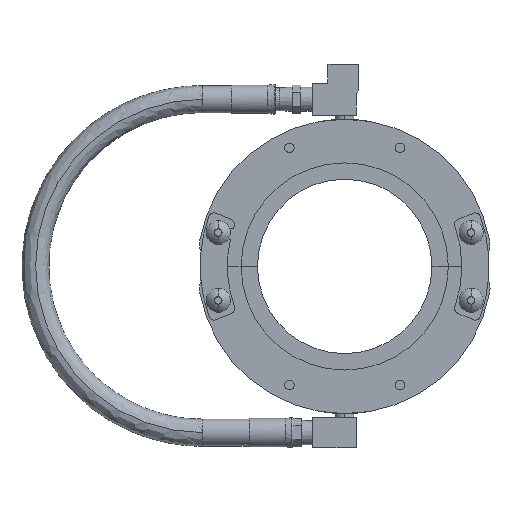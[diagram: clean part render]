
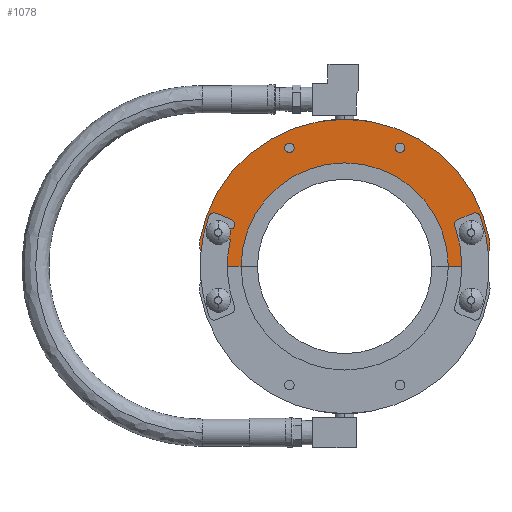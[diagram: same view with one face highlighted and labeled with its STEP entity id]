
A CAD part, left-side view. The second image highlights one B-rep face of the part: STEP entity #1078.
In plain terms, the highlighted planar face has unit normal (-1, 0, 0).
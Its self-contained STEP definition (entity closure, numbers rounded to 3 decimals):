
#158 = DIRECTION ( 'NONE',  ( 0., 0., -1. ) ) ;
#275 = CARTESIAN_POINT ( 'NONE',  ( -18.288, 73.604, 19.722 ) ) ;
#293 = AXIS2_PLACEMENT_3D ( 'NONE', #275, #2784, #7019 ) ;
#401 = DIRECTION ( 'NONE',  ( 0., 0., -1. ) ) ;
#434 = CARTESIAN_POINT ( 'NONE',  ( -18.288, 32.204, 69.061 ) ) ;
#538 = CARTESIAN_POINT ( 'NONE',  ( -18.288, 73.604, 22.472 ) ) ;
#610 = CIRCLE ( 'NONE', #10526, 60.325 ) ;
#625 = CARTESIAN_POINT ( 'NONE',  ( -18.288, -73.604, 16.972 ) ) ;
#691 = CARTESIAN_POINT ( 'NONE',  ( -18.288, -32.204, 66.311 ) ) ;
#701 = AXIS2_PLACEMENT_3D ( 'NONE', #3058, #6316, #3847 ) ;
#708 = DIRECTION ( 'NONE',  ( 0., 0., 1. ) ) ;
#839 = CIRCLE ( 'NONE', #4007, 2.75 ) ;
#904 = EDGE_LOOP ( 'NONE', ( #10848, #2849 ) ) ;
#939 = CARTESIAN_POINT ( 'NONE',  ( -18.288, 84.419, 14.909 ) ) ;
#1078 = ADVANCED_FACE ( 'NONE', ( #2079, #9567, #6133, #5992, #3907 ), #6627, .T. ) ;
#1105 = CARTESIAN_POINT ( 'NONE',  ( -18.288, -71.912, 0. ) ) ;
#1156 = AXIS2_PLACEMENT_3D ( 'NONE', #9391, #6138, #158 ) ;
#1250 = DIRECTION ( 'NONE',  ( -1., 0., 0. ) ) ;
#1283 = DIRECTION ( 'NONE',  ( 0., 0., -1. ) ) ;
#1430 = VERTEX_POINT ( 'NONE', #7281 ) ;
#1454 = CARTESIAN_POINT ( 'NONE',  ( -18.288, 32.204, 71.811 ) ) ;
#1475 = VERTEX_POINT ( 'NONE', #3159 ) ;
#1514 = LINE ( 'NONE', #10011, #5321 ) ;
#1596 = CARTESIAN_POINT ( 'NONE',  ( -18.288, 0., 0. ) ) ;
#1626 = EDGE_CURVE ( 'NONE', #2740, #4029, #7709, .T. ) ;
#1640 = CIRCLE ( 'NONE', #3669, 2.75 ) ;
#1713 = VERTEX_POINT ( 'NONE', #1105 ) ;
#1763 = CIRCLE ( 'NONE', #9966, 85.725 ) ;
#1789 = CARTESIAN_POINT ( 'NONE',  ( -18.288, -60.325, 0. ) ) ;
#1814 = EDGE_CURVE ( 'NONE', #4434, #6439, #610, .T. ) ;
#2039 = DIRECTION ( 'NONE',  ( 0., 0., -1. ) ) ;
#2042 = CARTESIAN_POINT ( 'NONE',  ( -18.288, -73.604, 19.722 ) ) ;
#2079 = FACE_BOUND ( 'NONE', #5834, .T. ) ;
#2103 = CARTESIAN_POINT ( 'NONE',  ( -18.288, 0., 60.325 ) ) ;
#2381 = AXIS2_PLACEMENT_3D ( 'NONE', #9910, #4880, #708 ) ;
#2403 = EDGE_CURVE ( 'NONE', #3878, #5558, #1640, .T. ) ;
#2433 = VERTEX_POINT ( 'NONE', #6651 ) ;
#2582 = CIRCLE ( 'NONE', #4232, 12.7 ) ;
#2740 = VERTEX_POINT ( 'NONE', #7524 ) ;
#2784 = DIRECTION ( 'NONE',  ( 1., 0., 0. ) ) ;
#2797 = EDGE_CURVE ( 'NONE', #4434, #1713, #1514, .T. ) ;
#2849 = ORIENTED_EDGE ( 'NONE', *, *, #2403, .T. ) ;
#2884 = ORIENTED_EDGE ( 'NONE', *, *, #8268, .T. ) ;
#2963 = AXIS2_PLACEMENT_3D ( 'NONE', #7894, #4446, #9561 ) ;
#2970 = DIRECTION ( 'NONE',  ( 0., 0., 1. ) ) ;
#3058 = CARTESIAN_POINT ( 'NONE',  ( -18.288, -71.912, 12.7 ) ) ;
#3159 = CARTESIAN_POINT ( 'NONE',  ( -18.288, 0., 85.725 ) ) ;
#3174 = DIRECTION ( 'NONE',  ( -1., 0., 0. ) ) ;
#3185 = DIRECTION ( 'NONE',  ( 1., 0., 0. ) ) ;
#3189 = EDGE_CURVE ( 'NONE', #5558, #3878, #10164, .T. ) ;
#3304 = DIRECTION ( 'NONE',  ( 0., 0., 1. ) ) ;
#3553 = EDGE_LOOP ( 'NONE', ( #9287, #9645 ) ) ;
#3591 = DIRECTION ( 'NONE',  ( 1., 0., 0. ) ) ;
#3662 = CARTESIAN_POINT ( 'NONE',  ( -18.288, -32.204, 71.811 ) ) ;
#3669 = AXIS2_PLACEMENT_3D ( 'NONE', #8194, #3185, #9068 ) ;
#3847 = DIRECTION ( 'NONE',  ( 0., 0., -1. ) ) ;
#3878 = VERTEX_POINT ( 'NONE', #3662 ) ;
#3907 = FACE_OUTER_BOUND ( 'NONE', #5785, .T. ) ;
#3990 = CIRCLE ( 'NONE', #293, 2.75 ) ;
#4007 = AXIS2_PLACEMENT_3D ( 'NONE', #434, #6305, #401 ) ;
#4029 = VERTEX_POINT ( 'NONE', #625 ) ;
#4048 = DIRECTION ( 'NONE',  ( 0., -1., 0. ) ) ;
#4068 = AXIS2_PLACEMENT_3D ( 'NONE', #2042, #7929, #1283 ) ;
#4153 = EDGE_CURVE ( 'NONE', #1475, #10828, #1763, .T. ) ;
#4169 = DIRECTION ( 'NONE',  ( -1., 0., 0. ) ) ;
#4199 = ORIENTED_EDGE ( 'NONE', *, *, #6213, .T. ) ;
#4231 = CIRCLE ( 'NONE', #4068, 2.75 ) ;
#4232 = AXIS2_PLACEMENT_3D ( 'NONE', #4467, #5221, #5871 ) ;
#4247 = ORIENTED_EDGE ( 'NONE', *, *, #4296, .T. ) ;
#4296 = EDGE_CURVE ( 'NONE', #2433, #10143, #5562, .T. ) ;
#4434 = VERTEX_POINT ( 'NONE', #5735 ) ;
#4446 = DIRECTION ( 'NONE',  ( 1., 0., 0. ) ) ;
#4467 = CARTESIAN_POINT ( 'NONE',  ( -18.288, 71.912, 12.7 ) ) ;
#4550 = CIRCLE ( 'NONE', #10847, 85.725 ) ;
#4739 = ORIENTED_EDGE ( 'NONE', *, *, #2797, .T. ) ;
#4783 = DIRECTION ( 'NONE',  ( 1., 0., 0. ) ) ;
#4787 = CARTESIAN_POINT ( 'NONE',  ( -18.288, 0., 0. ) ) ;
#4842 = ORIENTED_EDGE ( 'NONE', *, *, #4153, .T. ) ;
#4880 = DIRECTION ( 'NONE',  ( -1., 0., 0. ) ) ;
#5086 = CARTESIAN_POINT ( 'NONE',  ( -18.288, -60.325, 0. ) ) ;
#5090 = CARTESIAN_POINT ( 'NONE',  ( -18.288, 32.204, 66.311 ) ) ;
#5221 = DIRECTION ( 'NONE',  ( -1., 0., 0. ) ) ;
#5313 = EDGE_CURVE ( 'NONE', #1713, #7976, #6601, .T. ) ;
#5321 = VECTOR ( 'NONE', #4048, 1000. ) ;
#5378 = AXIS2_PLACEMENT_3D ( 'NONE', #5086, #4169, #3304 ) ;
#5379 = CARTESIAN_POINT ( 'NONE',  ( -18.288, -84.419, 14.909 ) ) ;
#5558 = VERTEX_POINT ( 'NONE', #691 ) ;
#5562 = CIRCLE ( 'NONE', #9083, 2.75 ) ;
#5666 = CARTESIAN_POINT ( 'NONE',  ( -18.288, 73.604, 19.722 ) ) ;
#5735 = CARTESIAN_POINT ( 'NONE',  ( -18.288, -60.325, 0. ) ) ;
#5785 = EDGE_LOOP ( 'NONE', ( #9742, #4199, #7394, #9795, #4739, #6083, #8967, #4842 ) ) ;
#5834 = EDGE_LOOP ( 'NONE', ( #2884, #7915 ) ) ;
#5871 = DIRECTION ( 'NONE',  ( 0., 0., -1. ) ) ;
#5992 = FACE_BOUND ( 'NONE', #8648, .T. ) ;
#6083 = ORIENTED_EDGE ( 'NONE', *, *, #5313, .T. ) ;
#6133 = FACE_BOUND ( 'NONE', #3553, .T. ) ;
#6138 = DIRECTION ( 'NONE',  ( 1., 0., 0. ) ) ;
#6150 = VERTEX_POINT ( 'NONE', #5090 ) ;
#6198 = VECTOR ( 'NONE', #6898, 1000. ) ;
#6213 = EDGE_CURVE ( 'NONE', #9584, #1430, #9364, .T. ) ;
#6305 = DIRECTION ( 'NONE',  ( 1., 0., 0. ) ) ;
#6316 = DIRECTION ( 'NONE',  ( -1., 0., 0. ) ) ;
#6439 = VERTEX_POINT ( 'NONE', #2103 ) ;
#6481 = DIRECTION ( 'NONE',  ( 0., 0., -1. ) ) ;
#6496 = EDGE_CURVE ( 'NONE', #7976, #1475, #4550, .T. ) ;
#6601 = CIRCLE ( 'NONE', #701, 12.7 ) ;
#6627 = PLANE ( 'NONE',  #5378 ) ;
#6651 = CARTESIAN_POINT ( 'NONE',  ( -18.288, 73.604, 16.972 ) ) ;
#6742 = CIRCLE ( 'NONE', #2381, 60.325 ) ;
#6893 = VERTEX_POINT ( 'NONE', #1454 ) ;
#6898 = DIRECTION ( 'NONE',  ( 0., -1., 0. ) ) ;
#6914 = EDGE_CURVE ( 'NONE', #6893, #6150, #839, .T. ) ;
#7019 = DIRECTION ( 'NONE',  ( 0., 0., -1. ) ) ;
#7281 = CARTESIAN_POINT ( 'NONE',  ( -18.288, 60.325, 0. ) ) ;
#7357 = EDGE_CURVE ( 'NONE', #10143, #2433, #3990, .T. ) ;
#7394 = ORIENTED_EDGE ( 'NONE', *, *, #8040, .F. ) ;
#7410 = AXIS2_PLACEMENT_3D ( 'NONE', #9129, #3591, #2039 ) ;
#7471 = DIRECTION ( 'NONE',  ( 0., 0., 1. ) ) ;
#7524 = CARTESIAN_POINT ( 'NONE',  ( -18.288, -73.604, 22.472 ) ) ;
#7709 = CIRCLE ( 'NONE', #1156, 2.75 ) ;
#7840 = CIRCLE ( 'NONE', #7410, 2.75 ) ;
#7894 = CARTESIAN_POINT ( 'NONE',  ( -18.288, -32.204, 69.061 ) ) ;
#7915 = ORIENTED_EDGE ( 'NONE', *, *, #1626, .T. ) ;
#7929 = DIRECTION ( 'NONE',  ( 1., 0., 0. ) ) ;
#7970 = CARTESIAN_POINT ( 'NONE',  ( -18.288, 0., 0. ) ) ;
#7976 = VERTEX_POINT ( 'NONE', #5379 ) ;
#8040 = EDGE_CURVE ( 'NONE', #6439, #1430, #6742, .T. ) ;
#8194 = CARTESIAN_POINT ( 'NONE',  ( -18.288, -32.204, 69.061 ) ) ;
#8268 = EDGE_CURVE ( 'NONE', #4029, #2740, #4231, .T. ) ;
#8269 = ORIENTED_EDGE ( 'NONE', *, *, #7357, .T. ) ;
#8648 = EDGE_LOOP ( 'NONE', ( #4247, #8269 ) ) ;
#8863 = DIRECTION ( 'NONE',  ( 0., 0., 1. ) ) ;
#8896 = EDGE_CURVE ( 'NONE', #6150, #6893, #7840, .T. ) ;
#8967 = ORIENTED_EDGE ( 'NONE', *, *, #6496, .T. ) ;
#9068 = DIRECTION ( 'NONE',  ( 0., 0., -1. ) ) ;
#9083 = AXIS2_PLACEMENT_3D ( 'NONE', #5666, #4783, #6481 ) ;
#9096 = CARTESIAN_POINT ( 'NONE',  ( -18.288, 71.912, 0. ) ) ;
#9129 = CARTESIAN_POINT ( 'NONE',  ( -18.288, 32.204, 69.061 ) ) ;
#9287 = ORIENTED_EDGE ( 'NONE', *, *, #8896, .T. ) ;
#9364 = LINE ( 'NONE', #1789, #6198 ) ;
#9391 = CARTESIAN_POINT ( 'NONE',  ( -18.288, -73.604, 19.722 ) ) ;
#9561 = DIRECTION ( 'NONE',  ( 0., 0., -1. ) ) ;
#9567 = FACE_BOUND ( 'NONE', #904, .T. ) ;
#9584 = VERTEX_POINT ( 'NONE', #9096 ) ;
#9645 = ORIENTED_EDGE ( 'NONE', *, *, #6914, .T. ) ;
#9667 = EDGE_CURVE ( 'NONE', #10828, #9584, #2582, .T. ) ;
#9742 = ORIENTED_EDGE ( 'NONE', *, *, #9667, .T. ) ;
#9749 = DIRECTION ( 'NONE',  ( -1., 0., 0. ) ) ;
#9795 = ORIENTED_EDGE ( 'NONE', *, *, #1814, .F. ) ;
#9910 = CARTESIAN_POINT ( 'NONE',  ( -18.288, 0., 0. ) ) ;
#9966 = AXIS2_PLACEMENT_3D ( 'NONE', #1596, #3174, #7471 ) ;
#10011 = CARTESIAN_POINT ( 'NONE',  ( -18.288, -60.325, 0. ) ) ;
#10143 = VERTEX_POINT ( 'NONE', #538 ) ;
#10164 = CIRCLE ( 'NONE', #2963, 2.75 ) ;
#10526 = AXIS2_PLACEMENT_3D ( 'NONE', #7970, #1250, #2970 ) ;
#10828 = VERTEX_POINT ( 'NONE', #939 ) ;
#10847 = AXIS2_PLACEMENT_3D ( 'NONE', #4787, #9749, #8863 ) ;
#10848 = ORIENTED_EDGE ( 'NONE', *, *, #3189, .T. ) ;
